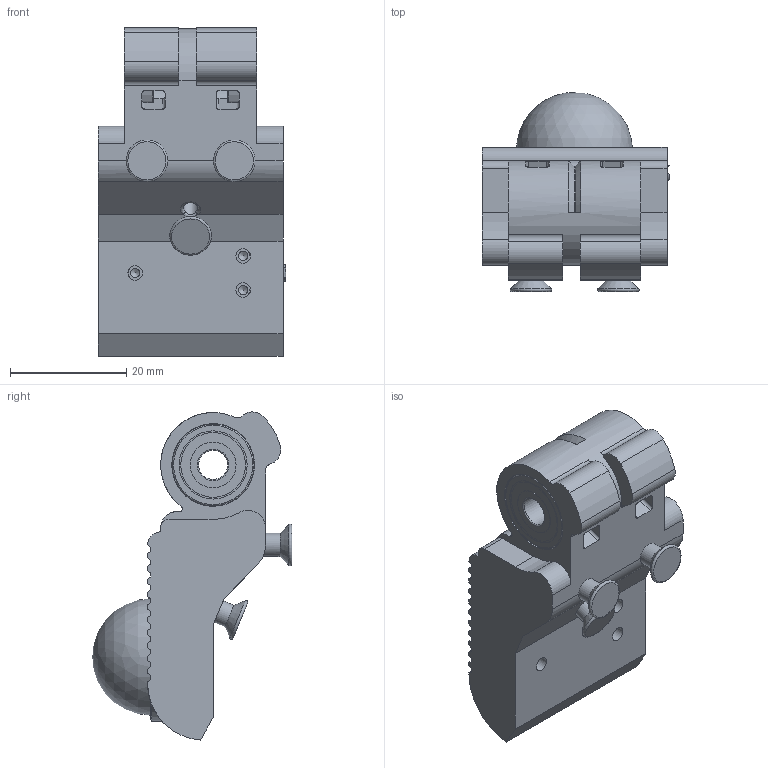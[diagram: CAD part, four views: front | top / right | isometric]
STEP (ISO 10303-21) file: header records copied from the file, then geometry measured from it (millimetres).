
FILE_DESCRIPTION(/* description */ (''),/* implementation_level */ '2;1');
FILE_NAME(/* name */ 'b5cd13e9-131c-459e-85a4-d8a50939f1c5.stp',/* time_stamp */ '2017-09-13T16:40:46+00:00',/* author */ (''),/* organization */ (''),/* preprocessor_version */ 'ST-DEVELOPER v16.13',/* originating_system */ 'Autodesk Translation Framework v6.1.1.50',/* authorisation */ '');
FILE_SCHEMA (('AUTOMOTIVE_DESIGN { 1 0 10303 214 3 1 1 }'));
Length unit declared in the file: millimetre
Products named in the file (12): m2hand_fingertip_original v1; Tip finger; OMD-20-Sx-CAD v3; STV1; StraightCable; D20_dome_black; 605ZZ v3; 605ZZ v3_1; _605ZZ Inner ring; _605ZZ Outer ring; _605ZZ Shield; _605ZZ Ball
Assembly tree (27 placements, depth 3):
  m2hand_fingertip_original v1
    Tip finger
    OMD-20-Sx-CAD v3
      STV1
      StraightCable
      D20_dome_black
    605ZZ v3
      _605ZZ Inner ring
      _605ZZ Outer ring
      _605ZZ Shield  x2
      _605ZZ Ball  x6
    605ZZ v3_1
      _605ZZ Inner ring
      _605ZZ Outer ring
      _605ZZ Shield  x2
      _605ZZ Ball  x6
Bounding box: 32.24 x 34.25 x 56.35 mm (x, y, z)
Volume: 21925.6 mm3; surface area: 12648.9 mm2
Topology: 24 solids, 24 shells, 371 faces, 969 edges, 618 vertices
Faces by surface type: plane 157, cylinder 115, cone 56, torus 17, bspline 13, sphere 13
Full cylindrical faces by diameter (mm): 1.5 x4, 1.567 x5, 2.5 x4, 2.7 x1, 2.8 x1, 4 x3, 5 x2, 7.88 x8, 10 x1, 11.12 x4, 11.696 x8, 14 x2, 14.2 x2, 20 x2, 22 x1
Entity records: 11408 total; most frequent: CARTESIAN_POINT 3066, DIRECTION 1760, ORIENTED_EDGE 1602, EDGE_CURVE 801, AXIS2_PLACEMENT_3D 677, VERTEX_POINT 543, EDGE_LOOP 408, LINE 406
